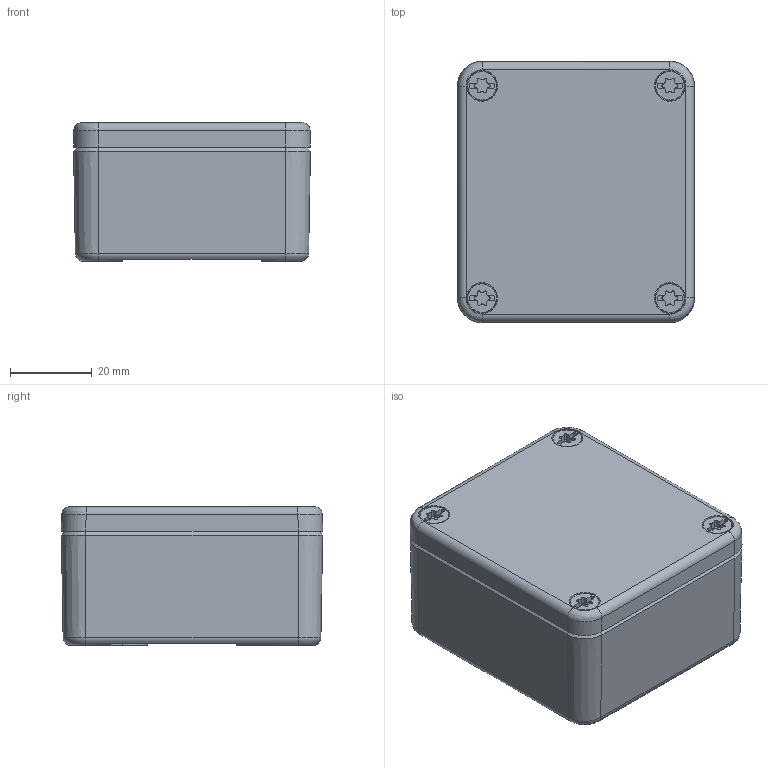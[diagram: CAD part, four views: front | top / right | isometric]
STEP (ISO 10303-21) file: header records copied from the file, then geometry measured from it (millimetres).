
FILE_DESCRIPTION(('CATIA V5R24 STEP','CAx-IF Rec.Pracs.--- Model Styling and Organization---1.2---2011-12-15'),'2;1');
FILE_NAME ('D1452823_1', '2018-03-01T12:09:13+00:00', ('Weidmueller Interface'), ('Weidmueller'), 'CATIA Version 5-6 Release 2014 SP4 HF52', 'CATIA V5 STEP AP214', 'none');
FILE_SCHEMA(('AUTOMOTIVE_DESIGN { 1 0 10303 214 1 1 1 1 }'));
Length unit declared in the file: millimetre
Products named in the file (1): _K01_Zusammenbau
Bounding box: 58 x 64 x 34 mm (x, y, z)
Volume: 50930.3 mm3; surface area: 36638.7 mm2
Topology: 11 solids, 11 shells, 787 faces, 1889 edges, 1160 vertices
Faces by surface type: cylinder 279, plane 276, cone 104, torus 84, bspline 34, sphere 10
Entity records: 24348 total; most frequent: CARTESIAN_POINT 6490, ORIENTED_EDGE 3746, DIRECTION 2885, EDGE_CURVE 1873, AXIS2_PLACEMENT_3D 1391, VERTEX_POINT 1164, VECTOR 877, LINE 877
